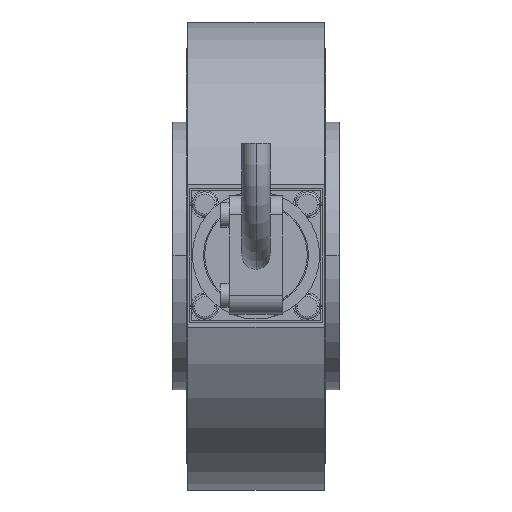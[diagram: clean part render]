
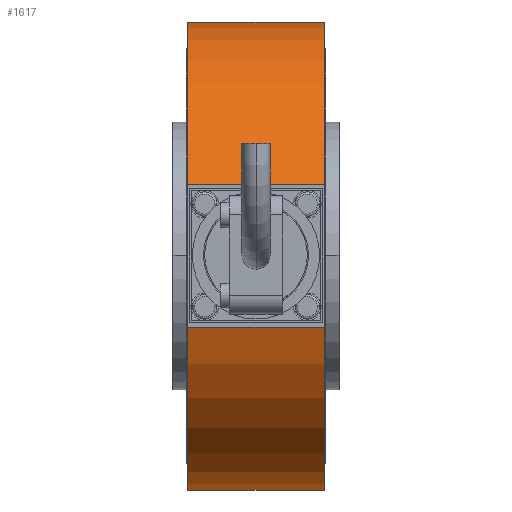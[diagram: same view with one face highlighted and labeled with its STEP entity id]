
A CAD part, top view. The second image highlights one B-rep face of the part: STEP entity #1617.
In plain terms, the highlighted cylindrical face has radius 52.5 mm (diameter 105 mm), a partial arc.
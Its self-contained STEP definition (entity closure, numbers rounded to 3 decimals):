
#1543=CARTESIAN_POINT('',(-50.,17.258,-15.25));
#1544=VERTEX_POINT('',#1543);
#1545=CARTESIAN_POINT('',(-50.,-14.758,-15.25));
#1546=VERTEX_POINT('',#1545);
#1553=CARTESIAN_POINT('',(-50.,-14.758,15.25));
#1554=VERTEX_POINT('',#1553);
#1555=CARTESIAN_POINT('',(-50.,-14.758,15.25));
#1556=DIRECTION('',(0.0,0.0,-1.0));
#1557=VECTOR('',#1556,30.5);
#1558=LINE('',#1555,#1557);
#1559=EDGE_CURVE('',#1554,#1546,#1558,.T.);
#1561=CARTESIAN_POINT('',(-50.,17.258,15.25));
#1562=VERTEX_POINT('',#1561);
#1569=CARTESIAN_POINT('',(-50.,17.258,-15.25));
#1570=DIRECTION('',(0.0,0.0,1.0));
#1571=VECTOR('',#1570,30.5);
#1572=LINE('',#1569,#1571);
#1573=EDGE_CURVE('',#1544,#1562,#1572,.T.);
#1594=CARTESIAN_POINT('',(0.0,1.25,0.0));
#1595=DIRECTION('',(0.0,0.0,-1.0));
#1596=DIRECTION('',(1.0,0.0,0.0));
#1597=AXIS2_PLACEMENT_3D('',#1594,#1595,#1596);
#1598=CYLINDRICAL_SURFACE('',#1597,52.5);
#1599=CARTESIAN_POINT('',(0.0,1.25,-15.25));
#1600=DIRECTION('',(0.0,0.0,1.0));
#1601=DIRECTION('',(1.0,0.0,0.0));
#1602=AXIS2_PLACEMENT_3D('',#1599,#1600,#1601);
#1603=CIRCLE('',#1602,52.5);
#1604=EDGE_CURVE('',#1546,#1544,#1603,.T.);
#1605=ORIENTED_EDGE('',*,*,#1604,.T.);
#1606=ORIENTED_EDGE('',*,*,#1573,.T.);
#1607=CARTESIAN_POINT('',(0.0,1.25,15.25));
#1608=DIRECTION('',(0.0,0.0,-1.0));
#1609=DIRECTION('',(1.0,0.0,0.0));
#1610=AXIS2_PLACEMENT_3D('',#1607,#1608,#1609);
#1611=CIRCLE('',#1610,52.5);
#1612=EDGE_CURVE('',#1562,#1554,#1611,.T.);
#1613=ORIENTED_EDGE('',*,*,#1612,.T.);
#1614=ORIENTED_EDGE('',*,*,#1559,.T.);
#1615=EDGE_LOOP('',(#1605,#1606,#1613,#1614));
#1616=FACE_OUTER_BOUND('',#1615,.T.);
#1617=ADVANCED_FACE('',(#1616),#1598,.T.);
